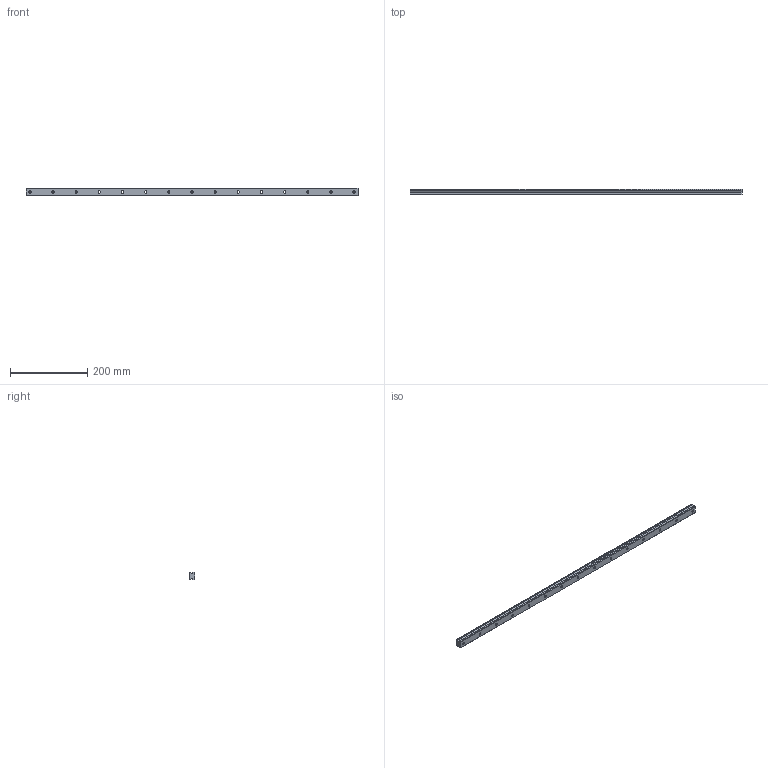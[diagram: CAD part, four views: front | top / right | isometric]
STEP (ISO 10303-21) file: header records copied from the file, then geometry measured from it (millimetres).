
FILE_DESCRIPTION (( 'STEP AP214' ), '1' );
FILE_NAME ('SSR20XTB1SS-860L_G10_0_B-M6F_396-75_0_0_0.STEP', '2021-06-25T07:12:56', ( '' ), ( '' ), 'SwSTEP 2.0', 'SolidWorks 2021', '' );
FILE_SCHEMA (( 'AUTOMOTIVE_DESIGN' ));
Length unit declared in the file: millimetre
Products named in the file (2): SSR20XTB1SS-860L_G10_0_B-M6F_396-75_0_0_0; _SSR20XTB86010 Track
Assembly tree (1 placements, depth 2):
  SSR20XTB1SS-860L_G10_0_B-M6F_396-75_0_0_0
    _SSR20XTB86010 Track
Bounding box: 860 x 15.5 x 20 mm (x, y, z)
Volume: 227181.7 mm3; surface area: 69293.9 mm2
Topology: 1 solids, 1 shells, 102 faces, 255 edges, 170 vertices
Faces by surface type: cylinder 67, plane 35
Entity records: 3239 total; most frequent: DIRECTION 601, CARTESIAN_POINT 531, ORIENTED_EDGE 510, EDGE_CURVE 255, AXIS2_PLACEMENT_3D 240, VERTEX_POINT 170, EDGE_LOOP 147, CIRCLE 134
